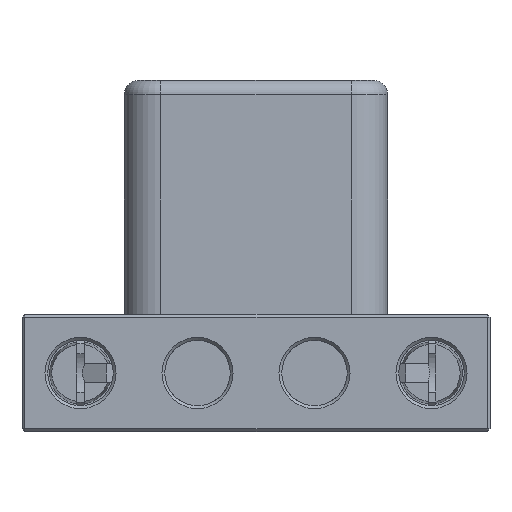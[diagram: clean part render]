
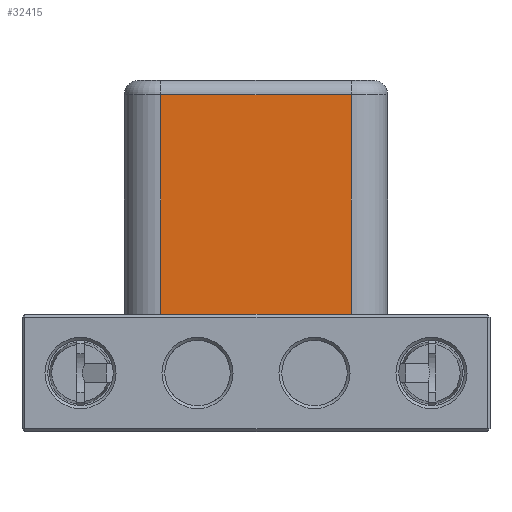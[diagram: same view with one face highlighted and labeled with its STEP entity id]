
A CAD part, left-side view. The second image highlights one B-rep face of the part: STEP entity #32415.
In plain terms, the highlighted planar face has unit normal (-1, 0, 0).
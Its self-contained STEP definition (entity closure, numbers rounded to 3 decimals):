
#31000 = CYLINDRICAL_SURFACE('',#31001,1.5);
#31001 = AXIS2_PLACEMENT_3D('',#31002,#31003,#31004);
#31002 = CARTESIAN_POINT('',(-13.3,0.,36.));
#31003 = DIRECTION('',(0.,1.,0.));
#31004 = DIRECTION('',(-0.707,0.,0.707));
#31603 = VERTEX_POINT('',#31604);
#31604 = CARTESIAN_POINT('',(-14.8,-10.157,36.));
#31628 = VERTEX_POINT('',#31629);
#31629 = CARTESIAN_POINT('',(-14.8,10.157,36.));
#31651 = EDGE_CURVE('',#31628,#31603,#31652,.T.);
#31652 = SURFACE_CURVE('',#31653,(#31657,#31664),.PCURVE_S1.);
#31653 = LINE('',#31654,#31655);
#31654 = CARTESIAN_POINT('',(-14.8,0.,36.));
#31655 = VECTOR('',#31656,1.);
#31656 = DIRECTION('',(0.,-1.,0.));
#31657 = PCURVE('',#31000,#31658);
#31658 = DEFINITIONAL_REPRESENTATION('',(#31659),#31663);
#31659 = LINE('',#31660,#31661);
#31660 = CARTESIAN_POINT('',(-0.785,0.));
#31661 = VECTOR('',#31662,1.);
#31662 = DIRECTION('',(0.,-1.));
#31663 = ( GEOMETRIC_REPRESENTATION_CONTEXT(2) 
PARAMETRIC_REPRESENTATION_CONTEXT() REPRESENTATION_CONTEXT('2D SPACE',''
  ) );
#31664 = PCURVE('',#31665,#31670);
#31665 = PLANE('',#31666);
#31666 = AXIS2_PLACEMENT_3D('',#31667,#31668,#31669);
#31667 = CARTESIAN_POINT('',(-14.8,0.,12.5));
#31668 = DIRECTION('',(-1.,0.,0.));
#31669 = DIRECTION('',(0.,0.,1.));
#31670 = DEFINITIONAL_REPRESENTATION('',(#31671),#31675);
#31671 = LINE('',#31672,#31673);
#31672 = CARTESIAN_POINT('',(23.5,0.));
#31673 = VECTOR('',#31674,1.);
#31674 = DIRECTION('',(0.,-1.));
#31675 = ( GEOMETRIC_REPRESENTATION_CONTEXT(2) 
PARAMETRIC_REPRESENTATION_CONTEXT() REPRESENTATION_CONTEXT('2D SPACE',''
  ) );
#31698 = CYLINDRICAL_SURFACE('',#31699,3.906);
#31699 = AXIS2_PLACEMENT_3D('',#31700,#31701,#31702);
#31700 = CARTESIAN_POINT('',(-10.894,-10.157,18.75));
#31701 = DIRECTION('',(0.,0.,-1.));
#31702 = DIRECTION('',(-0.707,-0.707,-0.));
#32029 = CYLINDRICAL_SURFACE('',#32030,3.906);
#32030 = AXIS2_PLACEMENT_3D('',#32031,#32032,#32033);
#32031 = CARTESIAN_POINT('',(-10.894,10.157,18.75));
#32032 = DIRECTION('',(0.,0.,1.));
#32033 = DIRECTION('',(-0.707,0.707,0.));
#32415 = ADVANCED_FACE('',(#32416),#31665,.T.);
#32416 = FACE_BOUND('',#32417,.T.);
#32417 = EDGE_LOOP('',(#32418,#32419,#32442,#32470));
#32418 = ORIENTED_EDGE('',*,*,#31651,.F.);
#32419 = ORIENTED_EDGE('',*,*,#32420,.F.);
#32420 = EDGE_CURVE('',#32421,#31628,#32423,.T.);
#32421 = VERTEX_POINT('',#32422);
#32422 = CARTESIAN_POINT('',(-14.8,10.157,12.5));
#32423 = SURFACE_CURVE('',#32424,(#32428,#32435),.PCURVE_S1.);
#32424 = LINE('',#32425,#32426);
#32425 = CARTESIAN_POINT('',(-14.8,10.157,18.75));
#32426 = VECTOR('',#32427,1.);
#32427 = DIRECTION('',(0.,0.,1.));
#32428 = PCURVE('',#31665,#32429);
#32429 = DEFINITIONAL_REPRESENTATION('',(#32430),#32434);
#32430 = LINE('',#32431,#32432);
#32431 = CARTESIAN_POINT('',(6.25,10.157));
#32432 = VECTOR('',#32433,1.);
#32433 = DIRECTION('',(1.,0.));
#32434 = ( GEOMETRIC_REPRESENTATION_CONTEXT(2) 
PARAMETRIC_REPRESENTATION_CONTEXT() REPRESENTATION_CONTEXT('2D SPACE',''
  ) );
#32435 = PCURVE('',#32029,#32436);
#32436 = DEFINITIONAL_REPRESENTATION('',(#32437),#32441);
#32437 = LINE('',#32438,#32439);
#32438 = CARTESIAN_POINT('',(7.069,0.));
#32439 = VECTOR('',#32440,1.);
#32440 = DIRECTION('',(0.,1.));
#32441 = ( GEOMETRIC_REPRESENTATION_CONTEXT(2) 
PARAMETRIC_REPRESENTATION_CONTEXT() REPRESENTATION_CONTEXT('2D SPACE',''
  ) );
#32442 = ORIENTED_EDGE('',*,*,#32443,.T.);
#32443 = EDGE_CURVE('',#32421,#32444,#32446,.T.);
#32444 = VERTEX_POINT('',#32445);
#32445 = CARTESIAN_POINT('',(-14.8,-10.157,12.5));
#32446 = SURFACE_CURVE('',#32447,(#32451,#32458),.PCURVE_S1.);
#32447 = LINE('',#32448,#32449);
#32448 = CARTESIAN_POINT('',(-14.8,0.,12.5));
#32449 = VECTOR('',#32450,1.);
#32450 = DIRECTION('',(0.,-1.,0.));
#32451 = PCURVE('',#31665,#32452);
#32452 = DEFINITIONAL_REPRESENTATION('',(#32453),#32457);
#32453 = LINE('',#32454,#32455);
#32454 = CARTESIAN_POINT('',(0.,0.));
#32455 = VECTOR('',#32456,1.);
#32456 = DIRECTION('',(0.,-1.));
#32457 = ( GEOMETRIC_REPRESENTATION_CONTEXT(2) 
PARAMETRIC_REPRESENTATION_CONTEXT() REPRESENTATION_CONTEXT('2D SPACE',''
  ) );
#32458 = PCURVE('',#32459,#32464);
#32459 = PLANE('',#32460);
#32460 = AXIS2_PLACEMENT_3D('',#32461,#32462,#32463);
#32461 = CARTESIAN_POINT('',(0.,0.,12.5));
#32462 = DIRECTION('',(0.,0.,1.));
#32463 = DIRECTION('',(1.,0.,-0.));
#32464 = DEFINITIONAL_REPRESENTATION('',(#32465),#32469);
#32465 = LINE('',#32466,#32467);
#32466 = CARTESIAN_POINT('',(-14.8,0.));
#32467 = VECTOR('',#32468,1.);
#32468 = DIRECTION('',(0.,-1.));
#32469 = ( GEOMETRIC_REPRESENTATION_CONTEXT(2) 
PARAMETRIC_REPRESENTATION_CONTEXT() REPRESENTATION_CONTEXT('2D SPACE',''
  ) );
#32470 = ORIENTED_EDGE('',*,*,#32471,.F.);
#32471 = EDGE_CURVE('',#31603,#32444,#32472,.T.);
#32472 = SURFACE_CURVE('',#32473,(#32477,#32484),.PCURVE_S1.);
#32473 = LINE('',#32474,#32475);
#32474 = CARTESIAN_POINT('',(-14.8,-10.157,18.75));
#32475 = VECTOR('',#32476,1.);
#32476 = DIRECTION('',(0.,0.,-1.));
#32477 = PCURVE('',#31665,#32478);
#32478 = DEFINITIONAL_REPRESENTATION('',(#32479),#32483);
#32479 = LINE('',#32480,#32481);
#32480 = CARTESIAN_POINT('',(6.25,-10.157));
#32481 = VECTOR('',#32482,1.);
#32482 = DIRECTION('',(-1.,0.));
#32483 = ( GEOMETRIC_REPRESENTATION_CONTEXT(2) 
PARAMETRIC_REPRESENTATION_CONTEXT() REPRESENTATION_CONTEXT('2D SPACE',''
  ) );
#32484 = PCURVE('',#31698,#32485);
#32485 = DEFINITIONAL_REPRESENTATION('',(#32486),#32490);
#32486 = LINE('',#32487,#32488);
#32487 = CARTESIAN_POINT('',(0.785,0.));
#32488 = VECTOR('',#32489,1.);
#32489 = DIRECTION('',(0.,1.));
#32490 = ( GEOMETRIC_REPRESENTATION_CONTEXT(2) 
PARAMETRIC_REPRESENTATION_CONTEXT() REPRESENTATION_CONTEXT('2D SPACE',''
  ) );
